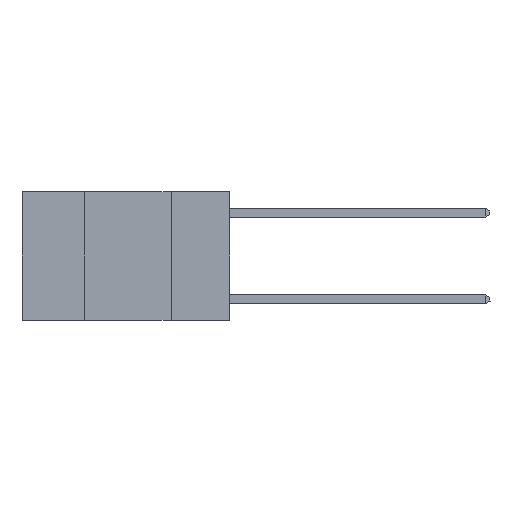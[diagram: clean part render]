
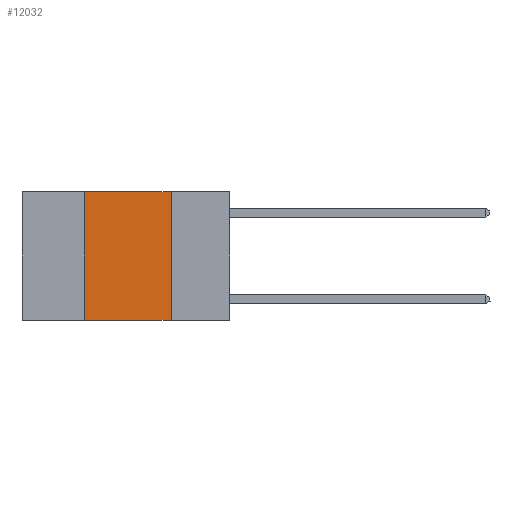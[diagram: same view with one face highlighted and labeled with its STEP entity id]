
A CAD part, left-side view. The second image highlights one B-rep face of the part: STEP entity #12032.
In plain terms, the highlighted planar face has unit normal (-1, 0, 0).
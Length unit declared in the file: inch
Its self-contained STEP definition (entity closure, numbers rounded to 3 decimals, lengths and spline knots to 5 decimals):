
#679 = VECTOR ( 'NONE', #12162, 39.37008 ) ;
#774 = DIRECTION ( 'NONE',  ( 1., 0., 0. ) ) ;
#794 = VERTEX_POINT ( 'NONE', #5287 ) ;
#952 = VERTEX_POINT ( 'NONE', #12375 ) ;
#1326 = VECTOR ( 'NONE', #6218, 39.37008 ) ;
#1996 = VECTOR ( 'NONE', #2076, 39.37008 ) ;
#2076 = DIRECTION ( 'NONE',  ( 0., 0., -1. ) ) ;
#2396 = FACE_OUTER_BOUND ( 'NONE', #8906, .T. ) ;
#3444 = LINE ( 'NONE', #10225, #679 ) ;
#3782 = ORIENTED_EDGE ( 'NONE', *, *, #9365, .F. ) ;
#4455 = AXIS2_PLACEMENT_3D ( 'NONE', #6831, #774, #7833 ) ;
#4499 = VERTEX_POINT ( 'NONE', #4722 ) ;
#4632 = EDGE_CURVE ( 'NONE', #4499, #4795, #12567, .T. ) ;
#4722 = CARTESIAN_POINT ( 'NONE',  ( 0., 0.42, 0. ) ) ;
#4735 = ORIENTED_EDGE ( 'NONE', *, *, #9404, .T. ) ;
#4738 = LINE ( 'NONE', #8078, #1996 ) ;
#4795 = VERTEX_POINT ( 'NONE', #11092 ) ;
#4935 = DIRECTION ( 'NONE',  ( 0., -1., 0. ) ) ;
#5246 = CARTESIAN_POINT ( 'NONE',  ( 0., 0.42, 0. ) ) ;
#5287 = CARTESIAN_POINT ( 'NONE',  ( 0., 0.17, -0.37 ) ) ;
#6104 = ORIENTED_EDGE ( 'NONE', *, *, #9305, .F. ) ;
#6218 = DIRECTION ( 'NONE',  ( 0., 0., 1. ) ) ;
#6831 = CARTESIAN_POINT ( 'NONE',  ( 0., 0.6, 0. ) ) ;
#7039 = VECTOR ( 'NONE', #4935, 39.37008 ) ;
#7833 = DIRECTION ( 'NONE',  ( 0., 0., -1. ) ) ;
#8078 = CARTESIAN_POINT ( 'NONE',  ( 0., 0.17, 0. ) ) ;
#8906 = EDGE_LOOP ( 'NONE', ( #6104, #11372, #3782, #4735 ) ) ;
#9305 = EDGE_CURVE ( 'NONE', #4795, #794, #4738, .T. ) ;
#9365 = EDGE_CURVE ( 'NONE', #952, #4499, #11672, .T. ) ;
#9404 = EDGE_CURVE ( 'NONE', #952, #794, #3444, .T. ) ;
#10225 = CARTESIAN_POINT ( 'NONE',  ( 0., 0.6, -0.37 ) ) ;
#11092 = CARTESIAN_POINT ( 'NONE',  ( 0., 0.17, 0. ) ) ;
#11372 = ORIENTED_EDGE ( 'NONE', *, *, #4632, .F. ) ;
#11672 = LINE ( 'NONE', #5246, #1326 ) ;
#11821 = CARTESIAN_POINT ( 'NONE',  ( 0., 0.6, 0. ) ) ;
#12032 = ADVANCED_FACE ( 'NONE', ( #2396 ), #12712, .F. ) ;
#12162 = DIRECTION ( 'NONE',  ( 0., -1., 0. ) ) ;
#12375 = CARTESIAN_POINT ( 'NONE',  ( 0., 0.42, -0.37 ) ) ;
#12567 = LINE ( 'NONE', #11821, #7039 ) ;
#12712 = PLANE ( 'NONE',  #4455 ) ;
